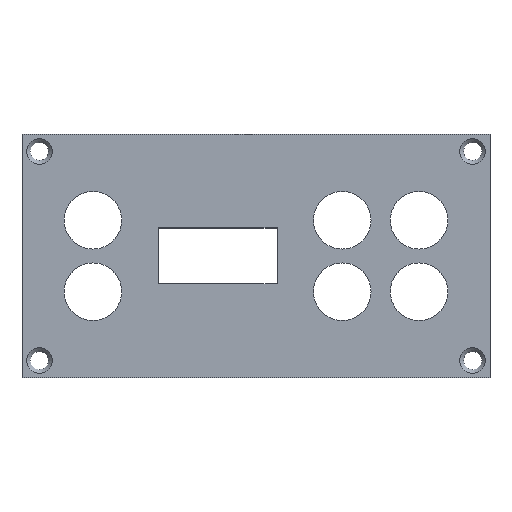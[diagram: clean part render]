
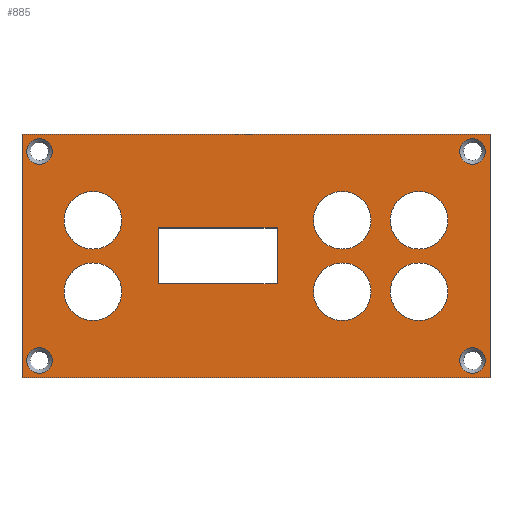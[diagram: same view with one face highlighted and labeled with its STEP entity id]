
A CAD part, top view. The second image highlights one B-rep face of the part: STEP entity #885.
In plain terms, the highlighted planar face has unit normal (0, 0, 1).
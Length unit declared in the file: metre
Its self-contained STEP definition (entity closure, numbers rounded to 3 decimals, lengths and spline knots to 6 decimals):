
#55=LINE('',#1374,#127);
#58=LINE('',#1380,#130);
#60=LINE('',#1384,#132);
#61=LINE('',#1404,#133);
#62=LINE('',#1414,#134);
#63=LINE('',#1417,#135);
#64=LINE('',#1419,#136);
#65=LINE('',#1421,#137);
#127=VECTOR('',#1096,1.);
#130=VECTOR('',#1101,1.);
#132=VECTOR('',#1105,1.);
#133=VECTOR('',#1132,1.);
#134=VECTOR('',#1143,1.);
#135=VECTOR('',#1144,1.);
#136=VECTOR('',#1145,1.);
#137=VECTOR('',#1146,1.);
#240=ORIENTED_EDGE('',*,*,#442,.T.);
#241=ORIENTED_EDGE('',*,*,#443,.T.);
#242=ORIENTED_EDGE('',*,*,#444,.T.);
#243=ORIENTED_EDGE('',*,*,#445,.T.);
#244=ORIENTED_EDGE('',*,*,#440,.F.);
#245=ORIENTED_EDGE('',*,*,#439,.F.);
#246=ORIENTED_EDGE('',*,*,#438,.F.);
#247=ORIENTED_EDGE('',*,*,#437,.F.);
#248=ORIENTED_EDGE('',*,*,#436,.F.);
#249=ORIENTED_EDGE('',*,*,#435,.F.);
#250=ORIENTED_EDGE('',*,*,#429,.F.);
#251=ORIENTED_EDGE('',*,*,#432,.T.);
#252=ORIENTED_EDGE('',*,*,#434,.T.);
#253=ORIENTED_EDGE('',*,*,#441,.F.);
#254=ORIENTED_EDGE('',*,*,#446,.F.);
#255=ORIENTED_EDGE('',*,*,#447,.F.);
#256=ORIENTED_EDGE('',*,*,#448,.T.);
#257=ORIENTED_EDGE('',*,*,#449,.T.);
#429=EDGE_CURVE('',#536,#537,#55,.T.);
#432=EDGE_CURVE('',#536,#538,#58,.T.);
#434=EDGE_CURVE('',#538,#539,#60,.T.);
#435=EDGE_CURVE('',#540,#540,#596,.T.);
#436=EDGE_CURVE('',#541,#541,#597,.T.);
#437=EDGE_CURVE('',#542,#542,#598,.T.);
#438=EDGE_CURVE('',#543,#543,#599,.T.);
#439=EDGE_CURVE('',#544,#544,#600,.T.);
#440=EDGE_CURVE('',#545,#545,#601,.T.);
#441=EDGE_CURVE('',#537,#539,#61,.T.);
#442=EDGE_CURVE('',#546,#546,#602,.T.);
#443=EDGE_CURVE('',#547,#547,#603,.T.);
#444=EDGE_CURVE('',#548,#548,#604,.T.);
#445=EDGE_CURVE('',#549,#549,#605,.T.);
#446=EDGE_CURVE('',#550,#551,#62,.T.);
#447=EDGE_CURVE('',#552,#550,#63,.T.);
#448=EDGE_CURVE('',#552,#553,#64,.T.);
#449=EDGE_CURVE('',#553,#551,#65,.T.);
#536=VERTEX_POINT('',#1373);
#537=VERTEX_POINT('',#1375);
#538=VERTEX_POINT('',#1379);
#539=VERTEX_POINT('',#1383);
#540=VERTEX_POINT('',#1387);
#541=VERTEX_POINT('',#1390);
#542=VERTEX_POINT('',#1393);
#543=VERTEX_POINT('',#1396);
#544=VERTEX_POINT('',#1399);
#545=VERTEX_POINT('',#1402);
#546=VERTEX_POINT('',#1407);
#547=VERTEX_POINT('',#1409);
#548=VERTEX_POINT('',#1411);
#549=VERTEX_POINT('',#1413);
#550=VERTEX_POINT('',#1415);
#551=VERTEX_POINT('',#1416);
#552=VERTEX_POINT('',#1418);
#553=VERTEX_POINT('',#1420);
#596=CIRCLE('',#962,0.0075);
#597=CIRCLE('',#964,0.0075);
#598=CIRCLE('',#966,0.0075);
#599=CIRCLE('',#968,0.0075);
#600=CIRCLE('',#970,0.0075);
#601=CIRCLE('',#972,0.0075);
#602=CIRCLE('',#975,0.00336);
#603=CIRCLE('',#976,0.00336);
#604=CIRCLE('',#977,0.00336);
#605=CIRCLE('',#978,0.00336);
#654=EDGE_LOOP('',(#240));
#655=EDGE_LOOP('',(#241));
#656=EDGE_LOOP('',(#242));
#657=EDGE_LOOP('',(#243));
#658=EDGE_LOOP('',(#244));
#659=EDGE_LOOP('',(#245));
#660=EDGE_LOOP('',(#246));
#661=EDGE_LOOP('',(#247));
#662=EDGE_LOOP('',(#248));
#663=EDGE_LOOP('',(#249));
#664=EDGE_LOOP('',(#250,#251,#252,#253));
#665=EDGE_LOOP('',(#254,#255,#256,#257));
#762=FACE_BOUND('',#654,.T.);
#763=FACE_BOUND('',#655,.T.);
#764=FACE_BOUND('',#656,.T.);
#765=FACE_BOUND('',#657,.T.);
#766=FACE_BOUND('',#658,.T.);
#767=FACE_BOUND('',#659,.T.);
#768=FACE_BOUND('',#660,.T.);
#769=FACE_BOUND('',#661,.T.);
#770=FACE_BOUND('',#662,.T.);
#771=FACE_BOUND('',#663,.T.);
#772=FACE_BOUND('',#664,.T.);
#773=FACE_BOUND('',#665,.T.);
#841=PLANE('',#974);
#885=ADVANCED_FACE('',(#762,#763,#764,#765,#766,#767,#768,#769,#770,#771,
#772,#773),#841,.T.);
#962=AXIS2_PLACEMENT_3D('',#1386,#1108,#1109);
#964=AXIS2_PLACEMENT_3D('',#1389,#1112,#1113);
#966=AXIS2_PLACEMENT_3D('',#1392,#1116,#1117);
#968=AXIS2_PLACEMENT_3D('',#1395,#1120,#1121);
#970=AXIS2_PLACEMENT_3D('',#1398,#1124,#1125);
#972=AXIS2_PLACEMENT_3D('',#1401,#1128,#1129);
#974=AXIS2_PLACEMENT_3D('',#1405,#1133,#1134);
#975=AXIS2_PLACEMENT_3D('',#1406,#1135,#1136);
#976=AXIS2_PLACEMENT_3D('',#1408,#1137,#1138);
#977=AXIS2_PLACEMENT_3D('',#1410,#1139,#1140);
#978=AXIS2_PLACEMENT_3D('',#1412,#1141,#1142);
#1096=DIRECTION('',(1.,0.,0.));
#1101=DIRECTION('',(0.,-1.,0.));
#1105=DIRECTION('',(1.,0.,0.));
#1108=DIRECTION('',(0.,0.,1.));
#1109=DIRECTION('',(1.,0.,0.));
#1112=DIRECTION('',(0.,0.,1.));
#1113=DIRECTION('',(1.,0.,0.));
#1116=DIRECTION('',(0.,0.,1.));
#1117=DIRECTION('',(1.,0.,0.));
#1120=DIRECTION('',(0.,0.,1.));
#1121=DIRECTION('',(1.,0.,0.));
#1124=DIRECTION('',(0.,0.,1.));
#1125=DIRECTION('',(1.,0.,0.));
#1128=DIRECTION('',(0.,0.,1.));
#1129=DIRECTION('',(1.,0.,0.));
#1132=DIRECTION('',(0.,-1.,0.));
#1133=DIRECTION('',(0.,0.,1.));
#1134=DIRECTION('',(1.,0.,0.));
#1135=DIRECTION('',(0.,0.,-1.));
#1136=DIRECTION('',(-1.,0.,0.));
#1137=DIRECTION('',(0.,0.,-1.));
#1138=DIRECTION('',(-1.,0.,0.));
#1139=DIRECTION('',(0.,0.,-1.));
#1140=DIRECTION('',(-1.,0.,0.));
#1141=DIRECTION('',(0.,0.,-1.));
#1142=DIRECTION('',(-1.,0.,0.));
#1143=DIRECTION('',(1.,0.,0.));
#1144=DIRECTION('',(0.,-1.,0.));
#1145=DIRECTION('',(1.,0.,0.));
#1146=DIRECTION('',(0.,-1.,0.));
#1373=CARTESIAN_POINT('',(-0.0685,0.0411,0.001));
#1374=CARTESIAN_POINT('',(-0.0075,0.0411,0.001));
#1375=CARTESIAN_POINT('',(0.0535,0.0411,0.001));
#1379=CARTESIAN_POINT('',(-0.0685,-0.0225,0.001));
#1380=CARTESIAN_POINT('',(-0.0685,0.0093,0.001));
#1383=CARTESIAN_POINT('',(0.0535,-0.0225,0.001));
#1384=CARTESIAN_POINT('',(-0.0075,-0.0225,0.001));
#1386=CARTESIAN_POINT('',(0.015,0.0186,0.001));
#1387=CARTESIAN_POINT('',(0.0225,0.0186,0.001));
#1389=CARTESIAN_POINT('',(0.015,0.,0.001));
#1390=CARTESIAN_POINT('',(0.0225,0.,0.001));
#1392=CARTESIAN_POINT('',(0.035,0.0186,0.001));
#1393=CARTESIAN_POINT('',(0.0425,0.0186,0.001));
#1395=CARTESIAN_POINT('',(0.035,0.,0.001));
#1396=CARTESIAN_POINT('',(0.0425,0.,0.001));
#1398=CARTESIAN_POINT('',(-0.05,0.0186,0.001));
#1399=CARTESIAN_POINT('',(-0.0425,0.0186,0.001));
#1401=CARTESIAN_POINT('',(-0.05,0.,0.001));
#1402=CARTESIAN_POINT('',(-0.0425,0.,0.001));
#1404=CARTESIAN_POINT('',(0.0535,0.0093,0.001));
#1405=CARTESIAN_POINT('',(-0.0075,0.0093,0.001));
#1406=CARTESIAN_POINT('',(0.04895,-0.01795,0.001));
#1407=CARTESIAN_POINT('',(0.04559,-0.01795,0.001));
#1408=CARTESIAN_POINT('',(-0.06395,0.03655,0.001));
#1409=CARTESIAN_POINT('',(-0.06731,0.03655,0.001));
#1410=CARTESIAN_POINT('',(-0.06395,-0.01795,0.001));
#1411=CARTESIAN_POINT('',(-0.06731,-0.01795,0.001));
#1412=CARTESIAN_POINT('',(0.04895,0.03655,0.001));
#1413=CARTESIAN_POINT('',(0.04559,0.03655,0.001));
#1414=CARTESIAN_POINT('',(-0.0175,0.002,0.001));
#1415=CARTESIAN_POINT('',(-0.033,0.002,0.001));
#1416=CARTESIAN_POINT('',(-0.002,0.002,0.001));
#1417=CARTESIAN_POINT('',(-0.033,0.0093,0.001));
#1418=CARTESIAN_POINT('',(-0.033,0.0166,0.001));
#1419=CARTESIAN_POINT('',(-0.0175,0.0166,0.001));
#1420=CARTESIAN_POINT('',(-0.002,0.0166,0.001));
#1421=CARTESIAN_POINT('',(-0.002,0.0093,0.001));
